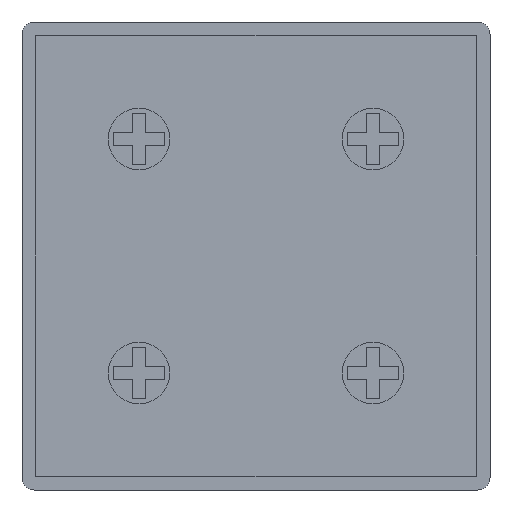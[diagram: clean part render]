
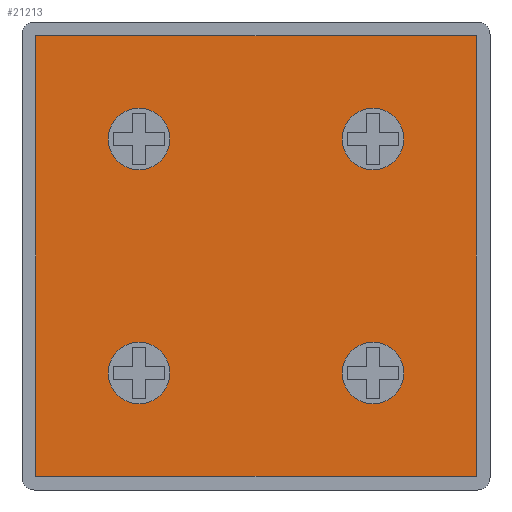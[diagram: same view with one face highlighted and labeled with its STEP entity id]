
A CAD part, front view. The second image highlights one B-rep face of the part: STEP entity #21213.
In plain terms, the highlighted planar face has unit normal (0, -1, 0).
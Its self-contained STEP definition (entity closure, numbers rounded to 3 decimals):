
#3044=FACE_BOUND('',#4335,.T.);
#3045=FACE_BOUND('',#4336,.T.);
#3046=FACE_BOUND('',#4337,.T.);
#3047=FACE_BOUND('',#4338,.T.);
#3085=CIRCLE('',#22418,2.5);
#3087=CIRCLE('',#22428,2.5);
#3088=CIRCLE('',#22429,2.5);
#3089=CIRCLE('',#22430,2.5);
#3135=FACE_OUTER_BOUND('',#4334,.T.);
#4334=EDGE_LOOP('',(#14190,#14191,#14192,#14193));
#4335=EDGE_LOOP('',(#14194));
#4336=EDGE_LOOP('',(#14195));
#4337=EDGE_LOOP('',(#14196));
#4338=EDGE_LOOP('',(#14197));
#5596=LINE('',#24548,#7006);
#5597=LINE('',#24550,#7007);
#5598=LINE('',#24552,#7008);
#5599=LINE('',#24553,#7009);
#7006=VECTOR('',#22698,10.);
#7007=VECTOR('',#22699,10.);
#7008=VECTOR('',#22700,10.);
#7009=VECTOR('',#22701,10.);
#8393=VERTEX_POINT('',#24506);
#8405=VERTEX_POINT('',#24546);
#8406=VERTEX_POINT('',#24547);
#8407=VERTEX_POINT('',#24549);
#8408=VERTEX_POINT('',#24551);
#8409=VERTEX_POINT('',#24554);
#8410=VERTEX_POINT('',#24556);
#8411=VERTEX_POINT('',#24558);
#10694=EDGE_CURVE('',#8393,#8393,#3085,.T.);
#10714=EDGE_CURVE('',#8405,#8406,#5596,.T.);
#10715=EDGE_CURVE('',#8407,#8405,#5597,.T.);
#10716=EDGE_CURVE('',#8408,#8407,#5598,.T.);
#10717=EDGE_CURVE('',#8406,#8408,#5599,.T.);
#10718=EDGE_CURVE('',#8409,#8409,#3087,.T.);
#10719=EDGE_CURVE('',#8410,#8410,#3088,.T.);
#10720=EDGE_CURVE('',#8411,#8411,#3089,.T.);
#14190=ORIENTED_EDGE('',*,*,#10714,.F.);
#14191=ORIENTED_EDGE('',*,*,#10715,.F.);
#14192=ORIENTED_EDGE('',*,*,#10716,.F.);
#14193=ORIENTED_EDGE('',*,*,#10717,.F.);
#14194=ORIENTED_EDGE('',*,*,#10718,.T.);
#14195=ORIENTED_EDGE('',*,*,#10719,.F.);
#14196=ORIENTED_EDGE('',*,*,#10720,.F.);
#14197=ORIENTED_EDGE('',*,*,#10694,.T.);
#21038=PLANE('',#22427);
#21213=ADVANCED_FACE('',(#3135,#3044,#3045,#3046,#3047),#21038,.F.);
#22418=AXIS2_PLACEMENT_3D('',#24507,#22660,#22661);
#22427=AXIS2_PLACEMENT_3D('',#24545,#22696,#22697);
#22428=AXIS2_PLACEMENT_3D('',#24555,#22702,#22703);
#22429=AXIS2_PLACEMENT_3D('',#24557,#22704,#22705);
#22430=AXIS2_PLACEMENT_3D('',#24559,#22706,#22707);
#22660=DIRECTION('center_axis',(0.,1.,0.));
#22661=DIRECTION('ref_axis',(1.,0.,0.));
#22696=DIRECTION('center_axis',(0.,1.,0.));
#22697=DIRECTION('ref_axis',(1.,0.,0.));
#22698=DIRECTION('',(0.,0.,1.));
#22699=DIRECTION('',(-1.,0.,0.));
#22700=DIRECTION('',(0.,0.,-1.));
#22701=DIRECTION('',(1.,0.,0.));
#22702=DIRECTION('center_axis',(0.,1.,0.));
#22703=DIRECTION('ref_axis',(1.,0.,0.));
#22704=DIRECTION('center_axis',(0.,-1.,0.));
#22705=DIRECTION('ref_axis',(1.,0.,0.));
#22706=DIRECTION('center_axis',(0.,-1.,0.));
#22707=DIRECTION('ref_axis',(1.,0.,0.));
#24506=CARTESIAN_POINT('',(16.5,5.,-19.));
#24507=CARTESIAN_POINT('Origin',(19.,5.,-19.));
#24545=CARTESIAN_POINT('Origin',(9.5,5.,-9.5));
#24546=CARTESIAN_POINT('',(-8.4,5.,-27.4));
#24547=CARTESIAN_POINT('',(-8.4,5.,8.4));
#24548=CARTESIAN_POINT('',(-8.4,5.,-27.4));
#24549=CARTESIAN_POINT('',(27.4,5.,-27.4));
#24550=CARTESIAN_POINT('',(27.4,5.,-27.4));
#24551=CARTESIAN_POINT('',(27.4,5.,8.4));
#24552=CARTESIAN_POINT('',(27.4,5.,8.4));
#24553=CARTESIAN_POINT('',(-8.4,5.,8.4));
#24554=CARTESIAN_POINT('',(16.5,5.,0.));
#24555=CARTESIAN_POINT('Origin',(19.,5.,0.));
#24556=CARTESIAN_POINT('',(-2.5,5.,0.));
#24557=CARTESIAN_POINT('Origin',(0.,5.,0.));
#24558=CARTESIAN_POINT('',(-2.5,5.,-19.));
#24559=CARTESIAN_POINT('Origin',(0.,5.,-19.));
